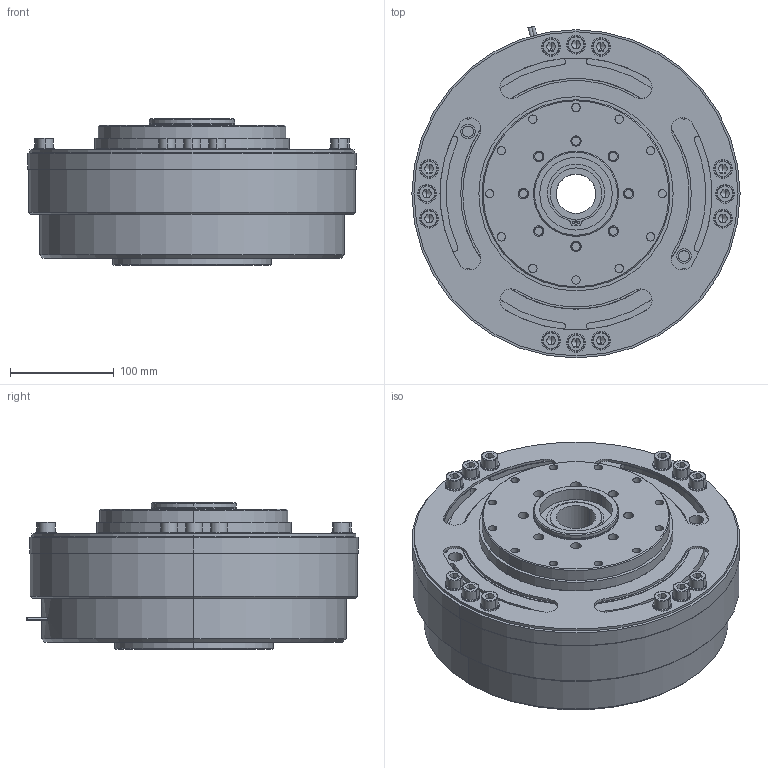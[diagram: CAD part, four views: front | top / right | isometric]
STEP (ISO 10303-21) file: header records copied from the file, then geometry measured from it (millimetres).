
FILE_DESCRIPTION (( 'STEP AP203' ), '1' );
FILE_NAME ('MMC 140G-07_80005181.STEP', '2016-08-11T02:47:04', ( ' ' ), ( '' ), 'SwSTEP 2.0', 'SolidWorks 2009', '' );
FILE_SCHEMA (( 'CONFIG_CONTROL_DESIGN' ));
Length unit declared in the file: millimetre
Products named in the file (1): MMC 140G-07_80005181
Bounding box: 316 x 319.65 x 141.4 mm (x, y, z)
Volume: 8058795.2 mm3; surface area: 402553.2 mm2
Topology: 1 solids, 1 shells, 666 faces, 1521 edges, 930 vertices
Faces by surface type: cylinder 305, plane 261, torus 58, cone 42
Entity records: 18896 total; most frequent: DIRECTION 3629, CARTESIAN_POINT 3194, ORIENTED_EDGE 2986, EDGE_CURVE 1493, AXIS2_PLACEMENT_3D 1473, VERTEX_POINT 930, CIRCLE 806, EDGE_LOOP 801
